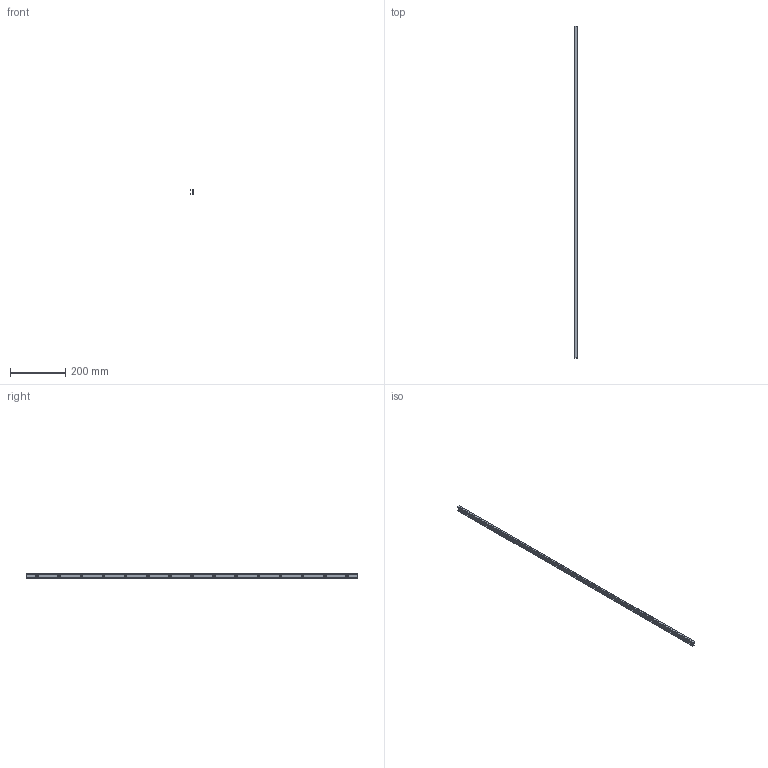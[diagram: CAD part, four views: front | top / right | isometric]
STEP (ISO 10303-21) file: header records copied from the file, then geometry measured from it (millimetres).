
FILE_DESCRIPTION( ( 'Unknown' ), '1' );
FILE_NAME( 'LCU18-1200C.stp', 'Unknown', ( 'Unknown' ), ( 'Unknown' ), 'PSStep 13.0', 'Unknown', ' ' );
FILE_SCHEMA( ( 'AUTOMOTIVE_DESIGN { 1 0 10303 214 1 1 1 1 }' ) );
Length unit declared in the file: millimetre
Products named in the file (1): 1
Bounding box: 8.25 x 1200 x 18 mm (x, y, z)
Volume: 84653.9 mm3; surface area: 74762.7 mm2
Topology: 1 solids, 1 shells, 63 faces, 153 edges, 107 vertices
Faces by surface type: cylinder 38, plane 25
Full cylindrical faces by diameter (mm): 5 x15, 9.5 x15
Entity records: 2198 total; most frequent: DIRECTION 312, CARTESIAN_POINT 264, ORIENTED_EDGE 216, AXIS2_PLACEMENT_3D 140, EDGE_LOOP 138, EDGE_CURVE 108, FACE_OUTER_BOUND 93, VERTEX_POINT 92
